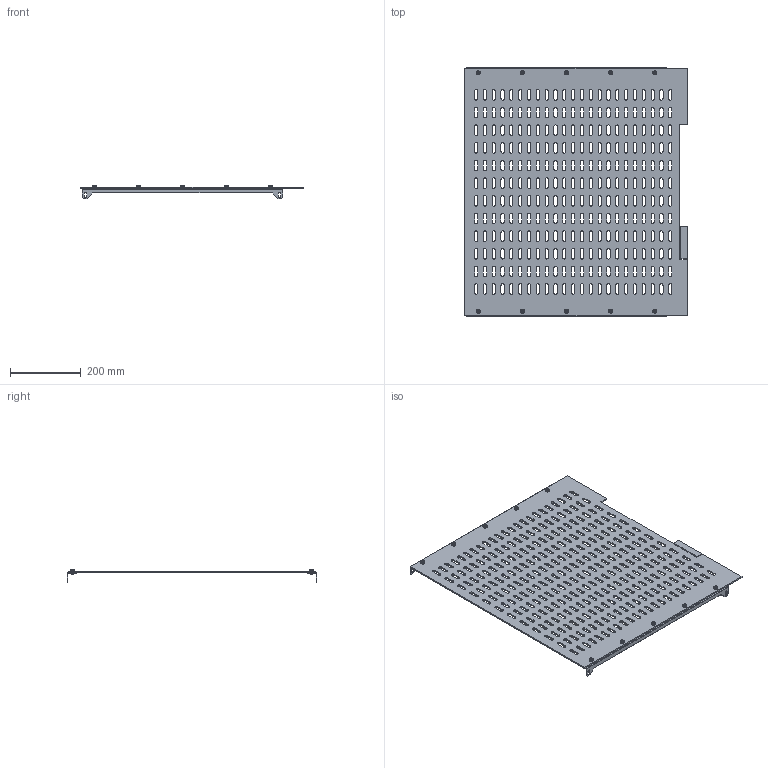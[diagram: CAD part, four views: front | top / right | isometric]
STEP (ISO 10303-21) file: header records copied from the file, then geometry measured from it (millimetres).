
FILE_DESCRIPTION (( 'STEP AP214' ), '1' );
FILE_NAME ('FO-00-3BDW-080-060 FORMAT Ê-ò ñåêö. 3b ARMAT ACB D âûêàò. 3-4P 800õ600 IEK.STEP', '2024-06-26T11:10:56', ( '' ), ( '' ), 'SwSTEP 2.0', 'SolidWorks 2022', '' );
FILE_SCHEMA (( 'AUTOMOTIVE_DESIGN' ));
Length unit declared in the file: millimetre
Products named in the file (1): FO-00-3BDW-080-060 FORMAT К-т секц. 3b ARMAT ACB D выкат. 3-4P 800х600 IEK
Bounding box: 630 x 708 x 37 mm (x, y, z)
Volume: 1528722.3 mm3; surface area: 915973.8 mm2
Topology: 13 solids, 13 shells, 1540 faces, 4402 edges, 2908 vertices
Faces by surface type: cylinder 794, plane 666, cone 40, torus 40
Entity records: 69052 total; most frequent: DIRECTION 9192, CARTESIAN_POINT 8851, ORIENTED_EDGE 8804, EDGE_CURVE 4402, AXIS2_PLACEMENT_3D 3249, VERTEX_POINT 2908, LINE 2694, VECTOR 2694
